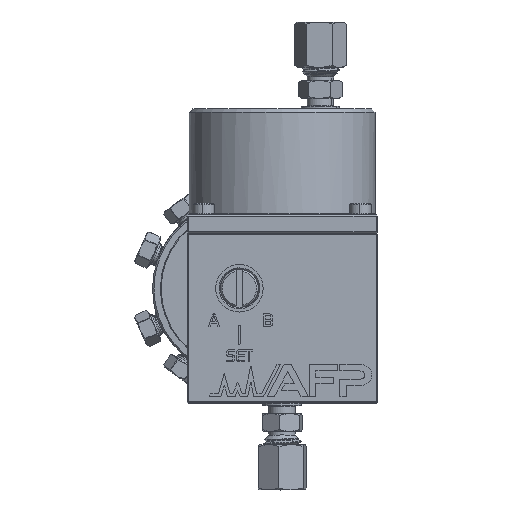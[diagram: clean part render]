
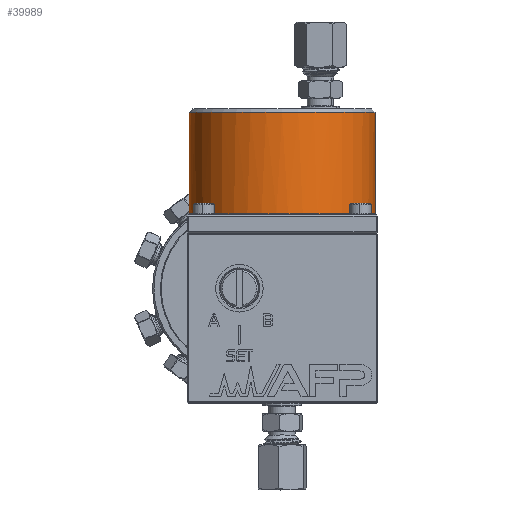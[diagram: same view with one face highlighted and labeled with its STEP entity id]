
A CAD part, top view. The second image highlights one B-rep face of the part: STEP entity #39989.
In plain terms, the highlighted cylindrical face has radius 19.558 mm (diameter 39.116 mm), a partial arc.
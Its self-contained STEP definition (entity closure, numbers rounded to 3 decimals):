
#4679 = DIRECTION ( 'NONE',  ( 0., -1., 0. ) ) ;
#5240 = CARTESIAN_POINT ( 'NONE',  ( 9., 12.683, 0. ) ) ;
#5359 = CARTESIAN_POINT ( 'NONE',  ( 8.596, 15.688, 19.558 ) ) ;
#5912 = DIRECTION ( 'NONE',  ( 0., 1., 0. ) ) ;
#5953 = CARTESIAN_POINT ( 'NONE',  ( 10.212, 15.691, 19.52 ) ) ;
#6982 = FACE_OUTER_BOUND ( 'NONE', #61983, .T. ) ;
#14317 = ORIENTED_EDGE ( 'NONE', *, *, #111362, .T. ) ;
#17294 = ORIENTED_EDGE ( 'NONE', *, *, #68593, .T. ) ;
#20679 = CARTESIAN_POINT ( 'NONE',  ( 28.558, 37.027, 0. ) ) ;
#26235 = EDGE_CURVE ( 'NONE', #53637, #116481, #57733, .T. ) ;
#26898 = CARTESIAN_POINT ( 'NONE',  ( -10.558, 15.688, 0. ) ) ;
#28719 = CARTESIAN_POINT ( 'NONE',  ( 7.788, 15.691, 19.52 ) ) ;
#29248 = VERTEX_POINT ( 'NONE', #20679 ) ;
#30137 = CIRCLE ( 'NONE', #115677, 19.558 ) ;
#32360 = CARTESIAN_POINT ( 'NONE',  ( 28.52, 15.691, 1.212 ) ) ;
#32746 = CARTESIAN_POINT ( 'NONE',  ( 7.788, 15.691, 19.52 ) ) ;
#37628 = CARTESIAN_POINT ( 'NONE',  ( 28.558, 15.688, 0.404 ) ) ;
#39989 = ADVANCED_FACE ( 'Defeatured_1_151', ( #6982 ), #87381, .T. ) ;
#41345 = B_SPLINE_CURVE_WITH_KNOTS ( 'NONE', 3,
 ( #73927, #109632, #37628, #92386 ),
 .UNSPECIFIED., .F., .F.,
 ( 4, 4 ),
 ( 0., 0.001 ),
 .UNSPECIFIED. ) ;
#42729 = DIRECTION ( 'NONE',  ( 0., 1., 0. ) ) ;
#43018 = CARTESIAN_POINT ( 'NONE',  ( -10.558, 15.688, 0.404 ) ) ;
#47142 = CARTESIAN_POINT ( 'NONE',  ( -10.52, 15.691, 1.212 ) ) ;
#47950 = VECTOR ( 'NONE', #5912, 1000. ) ;
#49921 = DIRECTION ( 'NONE',  ( -1., 0., 0. ) ) ;
#50242 = LINE ( 'NONE', #52591, #92838 ) ;
#51145 = LINE ( 'NONE', #87463, #47950 ) ;
#51656 = DIRECTION ( 'NONE',  ( -1., 0., 0. ) ) ;
#52061 = ORIENTED_EDGE ( 'NONE', *, *, #26235, .T. ) ;
#52591 = CARTESIAN_POINT ( 'NONE',  ( -10.558, 12.683, 0. ) ) ;
#53637 = VERTEX_POINT ( 'NONE', #28719 ) ;
#54325 = EDGE_CURVE ( 'NONE', #116100, #111729, #50242, .T. ) ;
#56670 = EDGE_CURVE ( 'NONE', #116100, #90126, #107097, .T. ) ;
#57533 = ORIENTED_EDGE ( 'NONE', *, *, #74953, .T. ) ;
#57701 = CARTESIAN_POINT ( 'NONE',  ( 9., 37.027, 0. ) ) ;
#57733 = B_SPLINE_CURVE_WITH_KNOTS ( 'NONE', 3,
 ( #32746, #86361, #5359, #87510, #86927, #5953 ),
 .UNSPECIFIED., .F., .F.,
 ( 4, 2, 4 ),
 ( 0., 0.001, 0.002 ),
 .UNSPECIFIED. ) ;
#59984 = AXIS2_PLACEMENT_3D ( 'NONE', #5240, #42729, #51656 ) ;
#60966 = CARTESIAN_POINT ( 'NONE',  ( -10.558, 37.027, 0. ) ) ;
#61983 = EDGE_LOOP ( 'NONE', ( #17294, #79667, #86895, #99768, #111669, #14317, #52061, #57533 ) ) ;
#63799 = CARTESIAN_POINT ( 'NONE',  ( -10.52, 15.691, 1.212 ) ) ;
#67665 = VERTEX_POINT ( 'NONE', #84054 ) ;
#67847 = DIRECTION ( 'NONE',  ( 0., 1., 0. ) ) ;
#68593 = EDGE_CURVE ( 'NONE', #85510, #67665, #41345, .T. ) ;
#73927 = CARTESIAN_POINT ( 'NONE',  ( 28.52, 15.691, 1.212 ) ) ;
#74953 = EDGE_CURVE ( 'NONE', #116481, #85510, #30137, .T. ) ;
#75310 = CARTESIAN_POINT ( 'NONE',  ( 9., 15.691, 0. ) ) ;
#76276 = AXIS2_PLACEMENT_3D ( 'NONE', #75310, #84838, #117115 ) ;
#78708 = CIRCLE ( 'NONE', #92065, 19.558 ) ;
#79667 = ORIENTED_EDGE ( 'NONE', *, *, #82722, .T. ) ;
#82722 = EDGE_CURVE ( 'NONE', #67665, #29248, #51145, .T. ) ;
#84054 = CARTESIAN_POINT ( 'NONE',  ( 28.558, 15.688, 0. ) ) ;
#84838 = DIRECTION ( 'NONE',  ( 0., 1., 0. ) ) ;
#85510 = VERTEX_POINT ( 'NONE', #32360 ) ;
#86361 = CARTESIAN_POINT ( 'NONE',  ( 8.191, 15.691, 19.545 ) ) ;
#86895 = ORIENTED_EDGE ( 'NONE', *, *, #97758, .T. ) ;
#86927 = CARTESIAN_POINT ( 'NONE',  ( 9.809, 15.691, 19.545 ) ) ;
#87381 = CYLINDRICAL_SURFACE ( 'NONE', #59984, 19.558 ) ;
#87463 = CARTESIAN_POINT ( 'NONE',  ( 28.558, 12.683, 0. ) ) ;
#87510 = CARTESIAN_POINT ( 'NONE',  ( 9.405, 15.688, 19.558 ) ) ;
#90126 = VERTEX_POINT ( 'NONE', #47142 ) ;
#92065 = AXIS2_PLACEMENT_3D ( 'NONE', #57701, #4679, #49921 ) ;
#92386 = CARTESIAN_POINT ( 'NONE',  ( 28.558, 15.688, 0. ) ) ;
#92838 = VECTOR ( 'NONE', #113302, 1000. ) ;
#97758 = EDGE_CURVE ( 'NONE', #29248, #111729, #78708, .T. ) ;
#99768 = ORIENTED_EDGE ( 'NONE', *, *, #54325, .F. ) ;
#101487 = CARTESIAN_POINT ( 'NONE',  ( 10.212, 15.691, 19.52 ) ) ;
#102350 = CARTESIAN_POINT ( 'NONE',  ( -10.558, 15.688, 0. ) ) ;
#107097 = B_SPLINE_CURVE_WITH_KNOTS ( 'NONE', 3,
 ( #26898, #43018, #107261, #63799 ),
 .UNSPECIFIED., .F., .F.,
 ( 4, 4 ),
 ( 0.001, 0.002 ),
 .UNSPECIFIED. ) ;
#107261 = CARTESIAN_POINT ( 'NONE',  ( -10.545, 15.691, 0.808 ) ) ;
#109632 = CARTESIAN_POINT ( 'NONE',  ( 28.545, 15.691, 0.809 ) ) ;
#111362 = EDGE_CURVE ( 'NONE', #90126, #53637, #112353, .T. ) ;
#111669 = ORIENTED_EDGE ( 'NONE', *, *, #56670, .T. ) ;
#111729 = VERTEX_POINT ( 'NONE', #60966 ) ;
#112353 = CIRCLE ( 'NONE', #76276, 19.558 ) ;
#113055 = CARTESIAN_POINT ( 'NONE',  ( 9., 15.691, 0. ) ) ;
#113302 = DIRECTION ( 'NONE',  ( 0., 1., 0. ) ) ;
#114802 = DIRECTION ( 'NONE',  ( -1., 0., 0. ) ) ;
#115677 = AXIS2_PLACEMENT_3D ( 'NONE', #113055, #67847, #114802 ) ;
#116100 = VERTEX_POINT ( 'NONE', #102350 ) ;
#116481 = VERTEX_POINT ( 'NONE', #101487 ) ;
#117115 = DIRECTION ( 'NONE',  ( -1., 0., 0. ) ) ;
